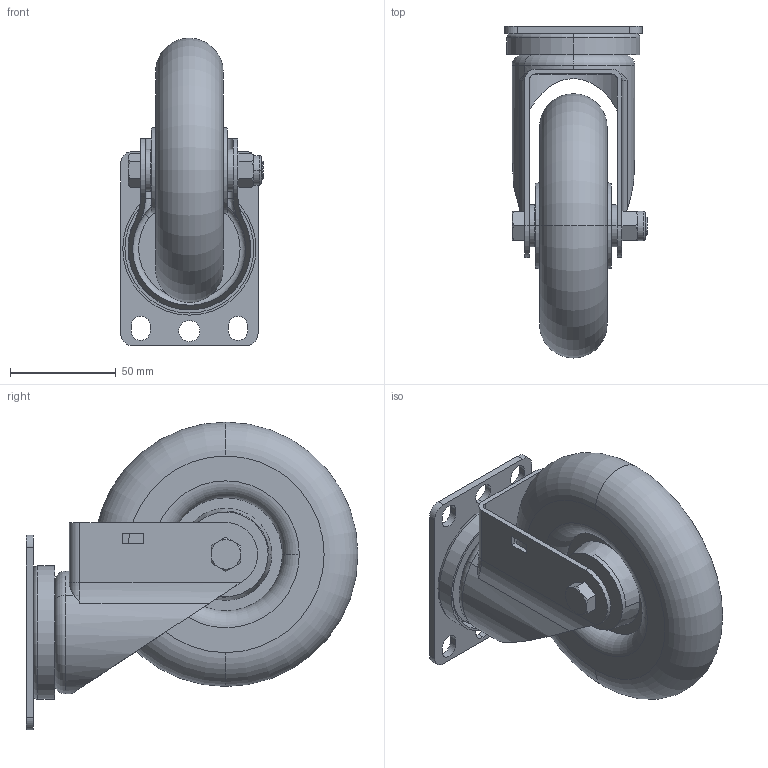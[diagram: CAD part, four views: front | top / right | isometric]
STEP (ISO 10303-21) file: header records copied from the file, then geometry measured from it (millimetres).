
FILE_DESCRIPTION((''),'2;1');
FILE_NAME('FHJ-502','2021-12-16T13:31:04',('Administrator'),(''),'CREO PARAMETRIC BY PTC INC, 2019224','CREO PARAMETRIC BY PTC INC, 2019224','');
FILE_SCHEMA(('CONFIG_CONTROL_DESIGN'));
Length unit declared in the file: millimetre
Products named in the file (1): FHJ-502
Bounding box: 67.5 x 157 x 145.5 mm (x, y, z)
Volume: 416070.1 mm3; surface area: 81880.6 mm2
Topology: 1 solids, 1 shells, 162 faces, 400 edges, 258 vertices
Faces by surface type: plane 61, cylinder 55, torus 22, cone 18, bspline 6
Entity records: 5337 total; most frequent: CARTESIAN_POINT 1361, DIRECTION 846, ORIENTED_EDGE 800, EDGE_CURVE 400, AXIS2_PLACEMENT_3D 338, VERTEX_POINT 258, EDGE_LOOP 198, CIRCLE 182
